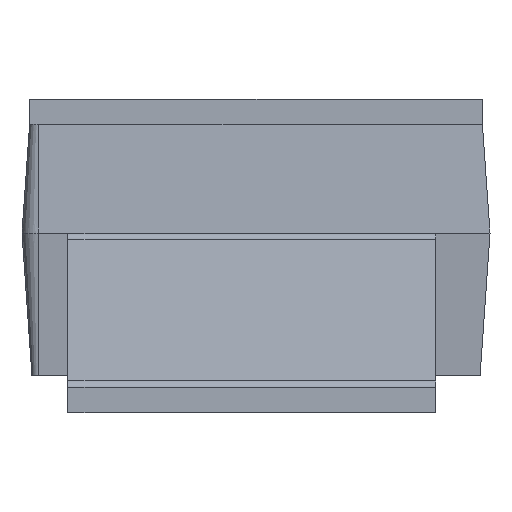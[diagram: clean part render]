
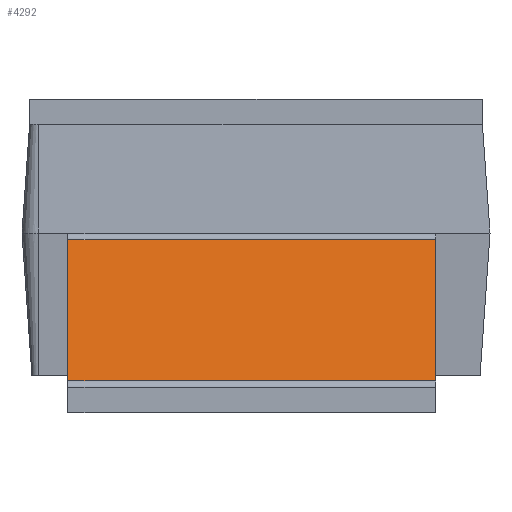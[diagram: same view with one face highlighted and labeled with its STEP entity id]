
A CAD part, left-side view. The second image highlights one B-rep face of the part: STEP entity #4292.
In plain terms, the highlighted planar face has unit normal (-0.981, 0, 0.195).
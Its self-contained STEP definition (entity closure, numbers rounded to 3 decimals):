
#1952 = PLANE('',#1953);
#1953 = AXIS2_PLACEMENT_3D('',#1954,#1955,#1956);
#1954 = CARTESIAN_POINT('',(-245.582,-1139.461,
    0.));
#1955 = DIRECTION('',(0.,-1.,0.));
#1956 = DIRECTION('',(0.,-0.,-1.));
#2006 = PLANE('',#2007);
#2007 = AXIS2_PLACEMENT_3D('',#2008,#2009,#2010);
#2008 = CARTESIAN_POINT('',(-245.582,-1137.261,
    0.));
#2009 = DIRECTION('',(0.,1.,0.));
#2010 = DIRECTION('',(0.,-0.,1.));
#2593 = EDGE_CURVE('',#2594,#2596,#2598,.T.);
#2594 = VERTEX_POINT('',#2595);
#2595 = CARTESIAN_POINT('',(-245.013,-1137.261,
    -0.04));
#2596 = VERTEX_POINT('',#2597);
#2597 = CARTESIAN_POINT('',(-245.181,-1137.261,
    -0.885));
#2598 = SURFACE_CURVE('',#2599,(#2603,#2610),.PCURVE_S1.);
#2599 = LINE('',#2600,#2601);
#2600 = CARTESIAN_POINT('',(-245.013,-1137.261,
    -0.04));
#2601 = VECTOR('',#2602,1.);
#2602 = DIRECTION('',(-0.195,-0.,-0.981));
#2603 = PCURVE('',#2006,#2604);
#2604 = DEFINITIONAL_REPRESENTATION('',(#2605),#2609);
#2605 = LINE('',#2606,#2607);
#2606 = CARTESIAN_POINT('',(-0.04,0.569));
#2607 = VECTOR('',#2608,1.);
#2608 = DIRECTION('',(-0.981,-0.195));
#2609 = ( GEOMETRIC_REPRESENTATION_CONTEXT(2) 
PARAMETRIC_REPRESENTATION_CONTEXT() REPRESENTATION_CONTEXT('2D SPACE',''
  ) );
#2610 = PCURVE('',#2611,#2616);
#2611 = PLANE('',#2612);
#2612 = AXIS2_PLACEMENT_3D('',#2613,#2614,#2615);
#2613 = CARTESIAN_POINT('',(-245.013,-1137.261,
    -0.04));
#2614 = DIRECTION('',(-0.981,0.,0.195
    ));
#2615 = DIRECTION('',(0.195,0.,0.981));
#2616 = DEFINITIONAL_REPRESENTATION('',(#2617),#2621);
#2617 = LINE('',#2618,#2619);
#2618 = CARTESIAN_POINT('',(0.,0.));
#2619 = VECTOR('',#2620,1.);
#2620 = DIRECTION('',(-1.,0.));
#2621 = ( GEOMETRIC_REPRESENTATION_CONTEXT(2) 
PARAMETRIC_REPRESENTATION_CONTEXT() REPRESENTATION_CONTEXT('2D SPACE',''
  ) );
#2644 = CYLINDRICAL_SURFACE('',#2645,0.05);
#2645 = AXIS2_PLACEMENT_3D('',#2646,#2647,#2648);
#2646 = CARTESIAN_POINT('',(-244.964,-1137.261,
    -0.05));
#2647 = DIRECTION('',(0.,-1.,0.));
#2648 = DIRECTION('',(0.,0.,-1.));
#2898 = CYLINDRICAL_SURFACE('',#2899,0.05);
#2899 = AXIS2_PLACEMENT_3D('',#2900,#2901,#2902);
#2900 = CARTESIAN_POINT('',(-245.23,-1137.261,
    -0.875));
#2901 = DIRECTION('',(0.,-1.,0.));
#2902 = DIRECTION('',(0.,0.,-1.));
#3067 = VERTEX_POINT('',#3068);
#3068 = CARTESIAN_POINT('',(-245.013,-1139.461,
    -0.04));
#3094 = EDGE_CURVE('',#3095,#3067,#3097,.T.);
#3095 = VERTEX_POINT('',#3096);
#3096 = CARTESIAN_POINT('',(-245.181,-1139.461,
    -0.885));
#3097 = SURFACE_CURVE('',#3098,(#3102,#3109),.PCURVE_S1.);
#3098 = LINE('',#3099,#3100);
#3099 = CARTESIAN_POINT('',(-245.013,-1139.461,
    -0.04));
#3100 = VECTOR('',#3101,1.);
#3101 = DIRECTION('',(0.195,0.,0.981));
#3102 = PCURVE('',#1952,#3103);
#3103 = DEFINITIONAL_REPRESENTATION('',(#3104),#3108);
#3104 = LINE('',#3105,#3106);
#3105 = CARTESIAN_POINT('',(0.04,0.569));
#3106 = VECTOR('',#3107,1.);
#3107 = DIRECTION('',(-0.981,0.195));
#3108 = ( GEOMETRIC_REPRESENTATION_CONTEXT(2) 
PARAMETRIC_REPRESENTATION_CONTEXT() REPRESENTATION_CONTEXT('2D SPACE',''
  ) );
#3109 = PCURVE('',#2611,#3110);
#3110 = DEFINITIONAL_REPRESENTATION('',(#3111),#3115);
#3111 = LINE('',#3112,#3113);
#3112 = CARTESIAN_POINT('',(0.,-2.2));
#3113 = VECTOR('',#3114,1.);
#3114 = DIRECTION('',(1.,0.));
#3115 = ( GEOMETRIC_REPRESENTATION_CONTEXT(2) 
PARAMETRIC_REPRESENTATION_CONTEXT() REPRESENTATION_CONTEXT('2D SPACE',''
  ) );
#4244 = EDGE_CURVE('',#2596,#3095,#4245,.T.);
#4245 = SURFACE_CURVE('',#4246,(#4250,#4257),.PCURVE_S1.);
#4246 = LINE('',#4247,#4248);
#4247 = CARTESIAN_POINT('',(-245.181,-1137.261,
    -0.885));
#4248 = VECTOR('',#4249,1.);
#4249 = DIRECTION('',(0.,-1.,0.));
#4250 = PCURVE('',#2898,#4251);
#4251 = DEFINITIONAL_REPRESENTATION('',(#4252),#4256);
#4252 = LINE('',#4253,#4254);
#4253 = CARTESIAN_POINT('',(1.374,0.));
#4254 = VECTOR('',#4255,1.);
#4255 = DIRECTION('',(0.,1.));
#4256 = ( GEOMETRIC_REPRESENTATION_CONTEXT(2) 
PARAMETRIC_REPRESENTATION_CONTEXT() REPRESENTATION_CONTEXT('2D SPACE',''
  ) );
#4257 = PCURVE('',#2611,#4258);
#4258 = DEFINITIONAL_REPRESENTATION('',(#4259),#4263);
#4259 = LINE('',#4260,#4261);
#4260 = CARTESIAN_POINT('',(-0.861,0.));
#4261 = VECTOR('',#4262,1.);
#4262 = DIRECTION('',(0.,-1.));
#4263 = ( GEOMETRIC_REPRESENTATION_CONTEXT(2) 
PARAMETRIC_REPRESENTATION_CONTEXT() REPRESENTATION_CONTEXT('2D SPACE',''
  ) );
#4292 = ADVANCED_FACE('',(#4293),#2611,.T.);
#4293 = FACE_BOUND('',#4294,.T.);
#4294 = EDGE_LOOP('',(#4295,#4296,#4297,#4298));
#4295 = ORIENTED_EDGE('',*,*,#2593,.T.);
#4296 = ORIENTED_EDGE('',*,*,#4244,.T.);
#4297 = ORIENTED_EDGE('',*,*,#3094,.T.);
#4298 = ORIENTED_EDGE('',*,*,#4299,.T.);
#4299 = EDGE_CURVE('',#3067,#2594,#4300,.T.);
#4300 = SURFACE_CURVE('',#4301,(#4305,#4312),.PCURVE_S1.);
#4301 = LINE('',#4302,#4303);
#4302 = CARTESIAN_POINT('',(-245.013,-1137.261,
    -0.04));
#4303 = VECTOR('',#4304,1.);
#4304 = DIRECTION('',(0.,1.,0.));
#4305 = PCURVE('',#2611,#4306);
#4306 = DEFINITIONAL_REPRESENTATION('',(#4307),#4311);
#4307 = LINE('',#4308,#4309);
#4308 = CARTESIAN_POINT('',(0.,0.));
#4309 = VECTOR('',#4310,1.);
#4310 = DIRECTION('',(0.,1.));
#4311 = ( GEOMETRIC_REPRESENTATION_CONTEXT(2) 
PARAMETRIC_REPRESENTATION_CONTEXT() REPRESENTATION_CONTEXT('2D SPACE',''
  ) );
#4312 = PCURVE('',#2644,#4313);
#4313 = DEFINITIONAL_REPRESENTATION('',(#4314),#4318);
#4314 = LINE('',#4315,#4316);
#4315 = CARTESIAN_POINT('',(4.516,0.));
#4316 = VECTOR('',#4317,1.);
#4317 = DIRECTION('',(0.,-1.));
#4318 = ( GEOMETRIC_REPRESENTATION_CONTEXT(2) 
PARAMETRIC_REPRESENTATION_CONTEXT() REPRESENTATION_CONTEXT('2D SPACE',''
  ) );
